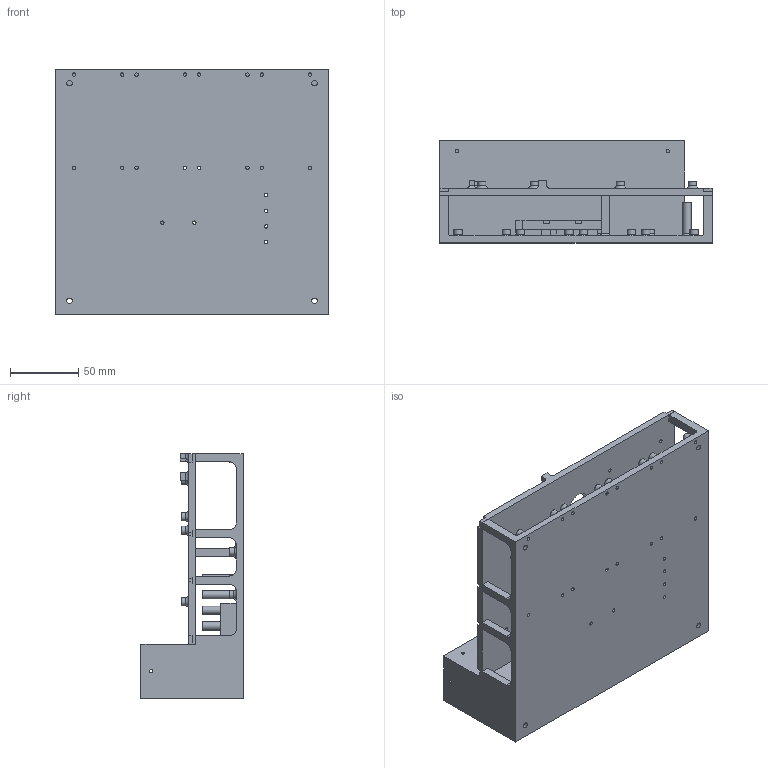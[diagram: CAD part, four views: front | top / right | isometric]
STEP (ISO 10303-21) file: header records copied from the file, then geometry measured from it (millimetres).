
FILE_DESCRIPTION(/* description */ ('','CAx-IF Rec.Pracs.---Representation and Presentation of Product Manufacturing Information (PMI)---4.0---2014-10-13'),/* implementation_level */ '2;1');
FILE_NAME(/* name */ 'electronics_baseplate.step',/* time_stamp */ '2024-12-17T17:21:57Z',/* author */ (''),/* organization */ (''),/* preprocessor_version */ 'ST-DEVELOPER v20',/* originating_system */ 'Autodesk Translation Framework v13.20.0.188',/* authorisation */ '');
FILE_SCHEMA (('AP242_MANAGED_MODEL_BASED_3D_ENGINEERING_MIM_LF { 1 0 10303 442 1 1 4 }'));
Length unit declared in the file: millimetre
Products named in the file (1): baseplate_v2
Bounding box: 200 x 75 x 180 mm (x, y, z)
Volume: 456910.7 mm3; surface area: 198531.7 mm2
Topology: 3 solids, 3 shells, 345 faces, 887 edges, 586 vertices
Faces by surface type: plane 184, cylinder 125, torus 32, cone 4
Full cylindrical faces by diameter (mm): 2.5 x45, 3 x2, 3.5 x8, 6 x32, 20 x3
Entity records: 10961 total; most frequent: CARTESIAN_POINT 2040, DIRECTION 1886, ORIENTED_EDGE 1774, EDGE_CURVE 887, AXIS2_PLACEMENT_3D 684, VERTEX_POINT 586, LINE 518, VECTOR 518
